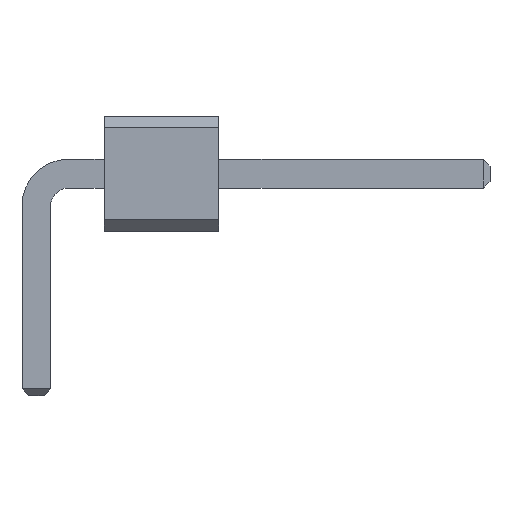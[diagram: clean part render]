
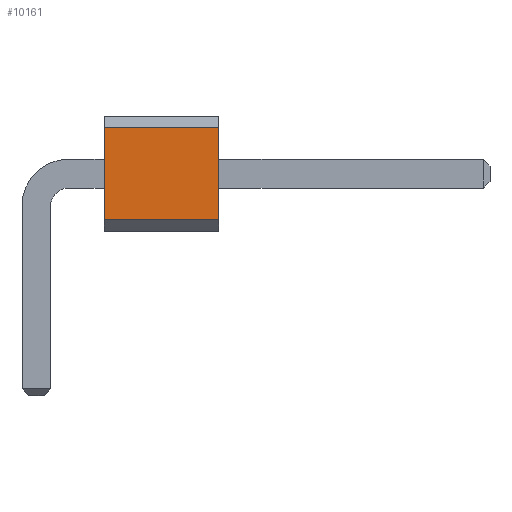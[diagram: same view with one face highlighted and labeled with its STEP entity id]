
A CAD part, front view. The second image highlights one B-rep face of the part: STEP entity #10161.
In plain terms, the highlighted planar face has unit normal (0, -1, 0).
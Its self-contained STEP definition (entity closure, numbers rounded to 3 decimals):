
#983 = VERTEX_POINT('',#984);
#984 = CARTESIAN_POINT('',(4.04,-95.25,2.29));
#990 = EDGE_CURVE('',#991,#983,#993,.T.);
#991 = VERTEX_POINT('',#992);
#992 = CARTESIAN_POINT('',(4.04,-95.25,0.25));
#993 = LINE('',#994,#995);
#994 = CARTESIAN_POINT('',(4.04,-95.25,0.));
#995 = VECTOR('',#996,1.);
#996 = DIRECTION('',(0.,0.,1.));
#4139 = VERTEX_POINT('',#4140);
#4140 = CARTESIAN_POINT('',(1.5,-95.25,0.25));
#4146 = EDGE_CURVE('',#4139,#4147,#4149,.T.);
#4147 = VERTEX_POINT('',#4148);
#4148 = CARTESIAN_POINT('',(1.5,-95.25,2.29));
#4149 = LINE('',#4150,#4151);
#4150 = CARTESIAN_POINT('',(1.5,-95.25,0.));
#4151 = VECTOR('',#4152,1.);
#4152 = DIRECTION('',(0.,0.,1.));
#10151 = EDGE_CURVE('',#991,#4139,#10152,.T.);
#10152 = LINE('',#10153,#10154);
#10153 = CARTESIAN_POINT('',(4.04,-95.25,0.25));
#10154 = VECTOR('',#10155,1.);
#10155 = DIRECTION('',(-1.,0.,0.));
#10161 = ADVANCED_FACE('',(#10162),#10173,.F.);
#10162 = FACE_BOUND('',#10163,.F.);
#10163 = EDGE_LOOP('',(#10164,#10165,#10166,#10167));
#10164 = ORIENTED_EDGE('',*,*,#990,.F.);
#10165 = ORIENTED_EDGE('',*,*,#10151,.T.);
#10166 = ORIENTED_EDGE('',*,*,#4146,.T.);
#10167 = ORIENTED_EDGE('',*,*,#10168,.F.);
#10168 = EDGE_CURVE('',#983,#4147,#10169,.T.);
#10169 = LINE('',#10170,#10171);
#10170 = CARTESIAN_POINT('',(4.04,-95.25,2.29));
#10171 = VECTOR('',#10172,1.);
#10172 = DIRECTION('',(-1.,0.,0.));
#10173 = PLANE('',#10174);
#10174 = AXIS2_PLACEMENT_3D('',#10175,#10176,#10177);
#10175 = CARTESIAN_POINT('',(4.04,-95.25,0.));
#10176 = DIRECTION('',(0.,1.,0.));
#10177 = DIRECTION('',(0.,0.,1.));
